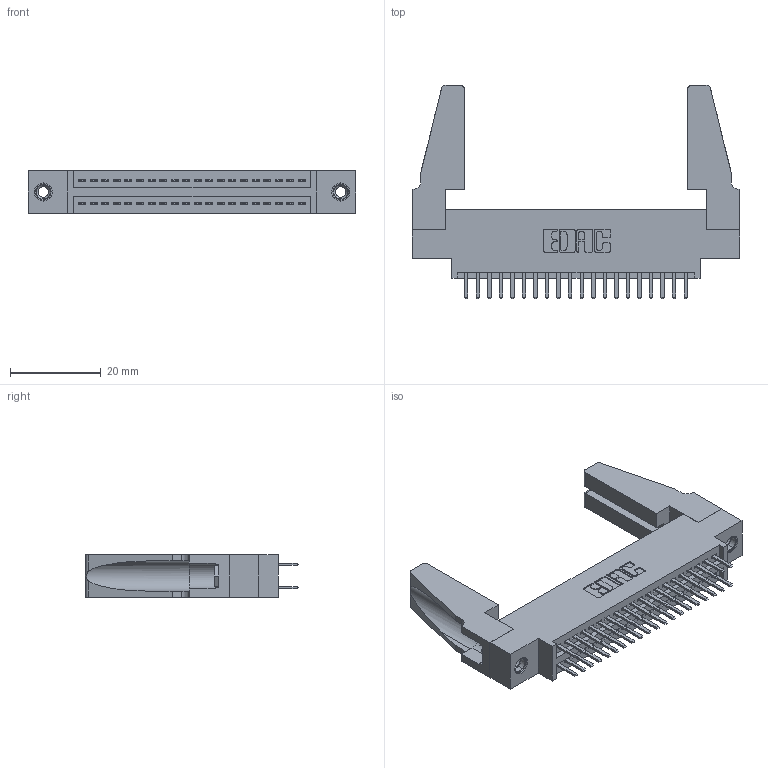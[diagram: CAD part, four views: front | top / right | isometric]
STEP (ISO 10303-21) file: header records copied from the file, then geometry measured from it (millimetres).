
FILE_DESCRIPTION (( 'STEP AP203' ), '1' );
FILE_NAME ('395-040-520-888.STEP', '2019-10-18T04:54:34', ( '' ), ( '' ), 'SwSTEP 2.0', 'SolidWorks 2016', '' );
FILE_SCHEMA (( 'CONFIG_CONTROL_DESIGN' ));
Length unit declared in the file: inch
Products named in the file (5): 345 Part_0.170 Offset - 0.156 Dia-TH; 345-292-001_345-293-120; 345-250-001_345-250-001-102; 345-220-078_345-220-088; 395-040-520-888
Assembly tree (45 placements, depth 2):
  395-040-520-888
    345 Part_0.170 Offset - 0.156 Dia-TH
    345-292-001_345-293-120  x40
    345-250-001_345-250-001-102  x2
    345-220-078_345-220-088  x2
Bounding box: 72.03 x 46.86 x 9.4 mm (x, y, z)
Volume: 9914.8 mm3; surface area: 12650.1 mm2
Topology: 45 solids, 45 shells, 2414 faces, 6947 edges, 4514 vertices
Faces by surface type: plane 1556, cylinder 842, cone 12, torus 4
Entity records: 21048 total; most frequent: CARTESIAN_POINT 3558, ORIENTED_EDGE 3440, DIRECTION 3156, EDGE_CURVE 1720, LINE 1462, VECTOR 1462, VERTEX_POINT 1138, AXIS2_PLACEMENT_3D 847
